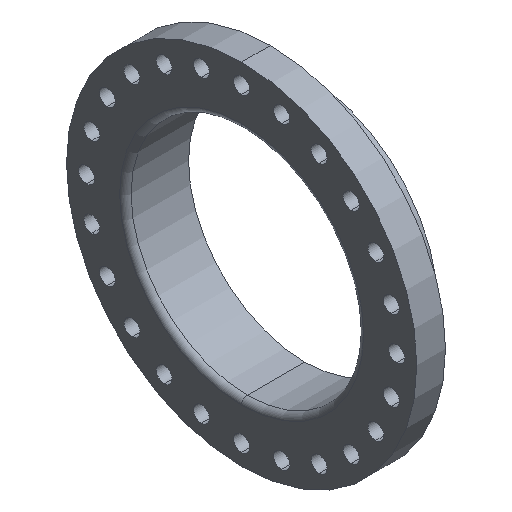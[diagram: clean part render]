
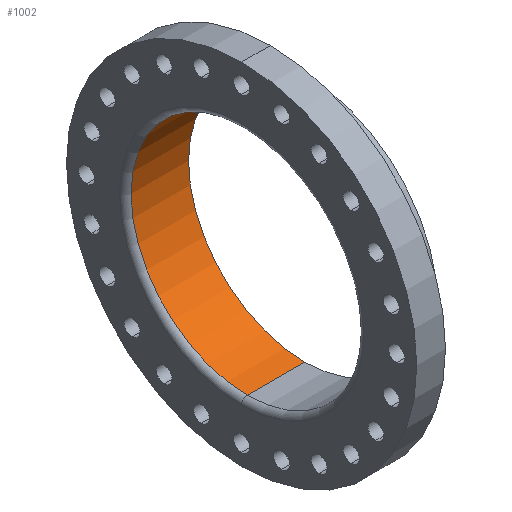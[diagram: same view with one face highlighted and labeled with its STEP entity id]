
A CAD part, isometric view. The second image highlights one B-rep face of the part: STEP entity #1002.
In plain terms, the highlighted cylindrical face has radius 257.175 mm (diameter 514.35 mm), a partial arc.
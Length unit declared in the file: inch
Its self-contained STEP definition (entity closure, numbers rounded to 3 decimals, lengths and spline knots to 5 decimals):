
#45 = CIRCLE ( 'NONE', #1764, 10.125 ) ;
#167 = VERTEX_POINT ( 'NONE', #250 ) ;
#218 = VECTOR ( 'NONE', #1837, 39.37008 ) ;
#245 = FACE_OUTER_BOUND ( 'NONE', #1543, .T. ) ;
#250 = CARTESIAN_POINT ( 'NONE',  ( 4.54986, 0., -10.125 ) ) ;
#288 = LINE ( 'NONE', #500, #218 ) ;
#353 = CARTESIAN_POINT ( 'NONE',  ( 0., 0., 10.125 ) ) ;
#386 = DIRECTION ( 'NONE',  ( -1., 0., 0. ) ) ;
#411 = VERTEX_POINT ( 'NONE', #1301 ) ;
#416 = CYLINDRICAL_SURFACE ( 'NONE', #1895, 10.125 ) ;
#466 = VERTEX_POINT ( 'NONE', #1626 ) ;
#500 = CARTESIAN_POINT ( 'NONE',  ( 0., 0., -10.125 ) ) ;
#558 = EDGE_CURVE ( 'NONE', #466, #1108, #45, .T. ) ;
#591 = DIRECTION ( 'NONE',  ( -1., 0., 0. ) ) ;
#614 = DIRECTION ( 'NONE',  ( -1., 0., 0. ) ) ;
#771 = DIRECTION ( 'NONE',  ( 0., 0., 1. ) ) ;
#927 = CARTESIAN_POINT ( 'NONE',  ( 0., 0., 0. ) ) ;
#1002 = ADVANCED_FACE ( 'NONE', ( #245 ), #416, .F. ) ;
#1076 = VECTOR ( 'NONE', #386, 39.37008 ) ;
#1108 = VERTEX_POINT ( 'NONE', #2022 ) ;
#1155 = EDGE_CURVE ( 'NONE', #411, #167, #2076, .T. ) ;
#1196 = ORIENTED_EDGE ( 'NONE', *, *, #558, .T. ) ;
#1296 = EDGE_CURVE ( 'NONE', #411, #466, #2033, .T. ) ;
#1301 = CARTESIAN_POINT ( 'NONE',  ( 4.54986, 0., 10.125 ) ) ;
#1449 = DIRECTION ( 'NONE',  ( 0., 0., 1. ) ) ;
#1543 = EDGE_LOOP ( 'NONE', ( #1566, #2170, #1574, #1196 ) ) ;
#1549 = AXIS2_PLACEMENT_3D ( 'NONE', #1827, #1660, #1671 ) ;
#1566 = ORIENTED_EDGE ( 'NONE', *, *, #1578, .F. ) ;
#1574 = ORIENTED_EDGE ( 'NONE', *, *, #1296, .T. ) ;
#1578 = EDGE_CURVE ( 'NONE', #167, #1108, #288, .T. ) ;
#1592 = CARTESIAN_POINT ( 'NONE',  ( -0.45014, 0., 0. ) ) ;
#1626 = CARTESIAN_POINT ( 'NONE',  ( -0.45014, 0., 10.125 ) ) ;
#1660 = DIRECTION ( 'NONE',  ( -1., 0., 0. ) ) ;
#1671 = DIRECTION ( 'NONE',  ( 0., 0., 1. ) ) ;
#1764 = AXIS2_PLACEMENT_3D ( 'NONE', #1592, #614, #1449 ) ;
#1827 = CARTESIAN_POINT ( 'NONE',  ( 4.54986, 0., 0. ) ) ;
#1837 = DIRECTION ( 'NONE',  ( -1., 0., 0. ) ) ;
#1895 = AXIS2_PLACEMENT_3D ( 'NONE', #927, #591, #771 ) ;
#2022 = CARTESIAN_POINT ( 'NONE',  ( -0.45014, 0., -10.125 ) ) ;
#2033 = LINE ( 'NONE', #353, #1076 ) ;
#2076 = CIRCLE ( 'NONE', #1549, 10.125 ) ;
#2170 = ORIENTED_EDGE ( 'NONE', *, *, #1155, .F. ) ;
